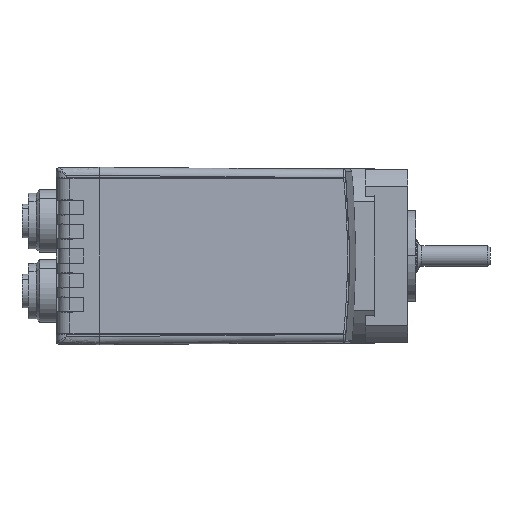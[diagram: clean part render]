
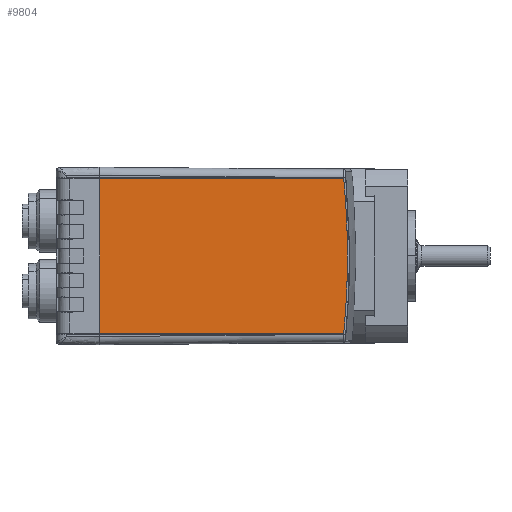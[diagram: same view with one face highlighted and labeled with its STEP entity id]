
A CAD part, left-side view. The second image highlights one B-rep face of the part: STEP entity #9804.
In plain terms, the highlighted planar face has unit normal (-1, -0.009, 0).
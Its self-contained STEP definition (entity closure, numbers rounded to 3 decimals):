
#8 = VECTOR ( 'NONE', #10472, 1000. ) ;
#62 = ORIENTED_EDGE ( 'NONE', *, *, #2181, .F. ) ;
#326 = CARTESIAN_POINT ( 'NONE',  ( -60.481, 181.129, 0. ) ) ;
#598 = AXIS2_PLACEMENT_3D ( 'NONE', #11875, #5982, #4707 ) ;
#1395 = EDGE_CURVE ( 'NONE', #6595, #8896, #13000, .T. ) ;
#1401 = CARTESIAN_POINT ( 'NONE',  ( -58.763, -15.729, -18.75 ) ) ;
#2181 = EDGE_CURVE ( 'NONE', #6595, #13503, #6075, .T. ) ;
#2219 = LINE ( 'NONE', #9309, #8 ) ;
#2378 = ORIENTED_EDGE ( 'NONE', *, *, #12301, .F. ) ;
#3833 = CARTESIAN_POINT ( 'NONE',  ( -58.755, -16.62, 0. ) ) ;
#4609 = CARTESIAN_POINT ( 'NONE',  ( -59.28, 43.498, -129.219 ) ) ;
#4707 = DIRECTION ( 'NONE',  ( 0.009, -1., 0. ) ) ;
#4732 = ORIENTED_EDGE ( 'NONE', *, *, #8344, .F. ) ;
#4978 = EDGE_LOOP ( 'NONE', ( #2378, #14475, #62, #14036, #4732 ) ) ;
#5810 = VERTEX_POINT ( 'NONE', #1401 ) ;
#5895 = DIRECTION ( 'NONE',  ( -0.009, 1., 0. ) ) ;
#5982 = DIRECTION ( 'NONE',  ( 1., 0.009, 0. ) ) ;
#6075 = CIRCLE ( 'NONE', #8821, 197.756 ) ;
#6595 = VERTEX_POINT ( 'NONE', #11660 ) ;
#6596 = FACE_OUTER_BOUND ( 'NONE', #4978, .T. ) ;
#7019 = PLANE ( 'NONE',  #8708 ) ;
#8038 = CARTESIAN_POINT ( 'NONE',  ( -58.763, -15.729, 18.75 ) ) ;
#8344 = EDGE_CURVE ( 'NONE', #14615, #8896, #2219, .T. ) ;
#8454 = CARTESIAN_POINT ( 'NONE',  ( -59.28, 43.497, 18.75 ) ) ;
#8558 = VECTOR ( 'NONE', #5895, 1000. ) ;
#8708 = AXIS2_PLACEMENT_3D ( 'NONE', #4609, #9432, #9383 ) ;
#8821 = AXIS2_PLACEMENT_3D ( 'NONE', #326, #14584, #14535 ) ;
#8896 = VERTEX_POINT ( 'NONE', #8454 ) ;
#9249 = CIRCLE ( 'NONE', #598, 197.756 ) ;
#9309 = CARTESIAN_POINT ( 'NONE',  ( -59.28, 43.497, -129.219 ) ) ;
#9383 = DIRECTION ( 'NONE',  ( 0.009, -1., 0. ) ) ;
#9398 = EDGE_CURVE ( 'NONE', #13503, #5810, #9249, .T. ) ;
#9432 = DIRECTION ( 'NONE',  ( -1., -0.009, 0. ) ) ;
#9804 = ADVANCED_FACE ( 'NONE', ( #6596 ), #7019, .T. ) ;
#10472 = DIRECTION ( 'NONE',  ( 0., 0., 1. ) ) ;
#11660 = CARTESIAN_POINT ( 'NONE',  ( -58.763, -15.729, 18.75 ) ) ;
#11875 = CARTESIAN_POINT ( 'NONE',  ( -60.481, 181.129, 0. ) ) ;
#12301 = EDGE_CURVE ( 'NONE', #5810, #14615, #14302, .T. ) ;
#12636 = VECTOR ( 'NONE', #12723, 1000. ) ;
#12723 = DIRECTION ( 'NONE',  ( -0.009, 1., 0. ) ) ;
#13000 = LINE ( 'NONE', #8038, #12636 ) ;
#13029 = CARTESIAN_POINT ( 'NONE',  ( -58.763, -15.729, -18.75 ) ) ;
#13503 = VERTEX_POINT ( 'NONE', #3833 ) ;
#13509 = CARTESIAN_POINT ( 'NONE',  ( -59.28, 43.497, -18.75 ) ) ;
#14036 = ORIENTED_EDGE ( 'NONE', *, *, #1395, .T. ) ;
#14302 = LINE ( 'NONE', #13029, #8558 ) ;
#14475 = ORIENTED_EDGE ( 'NONE', *, *, #9398, .F. ) ;
#14535 = DIRECTION ( 'NONE',  ( 0.009, -1., 0. ) ) ;
#14584 = DIRECTION ( 'NONE',  ( 1., 0.009, 0. ) ) ;
#14615 = VERTEX_POINT ( 'NONE', #13509 ) ;
